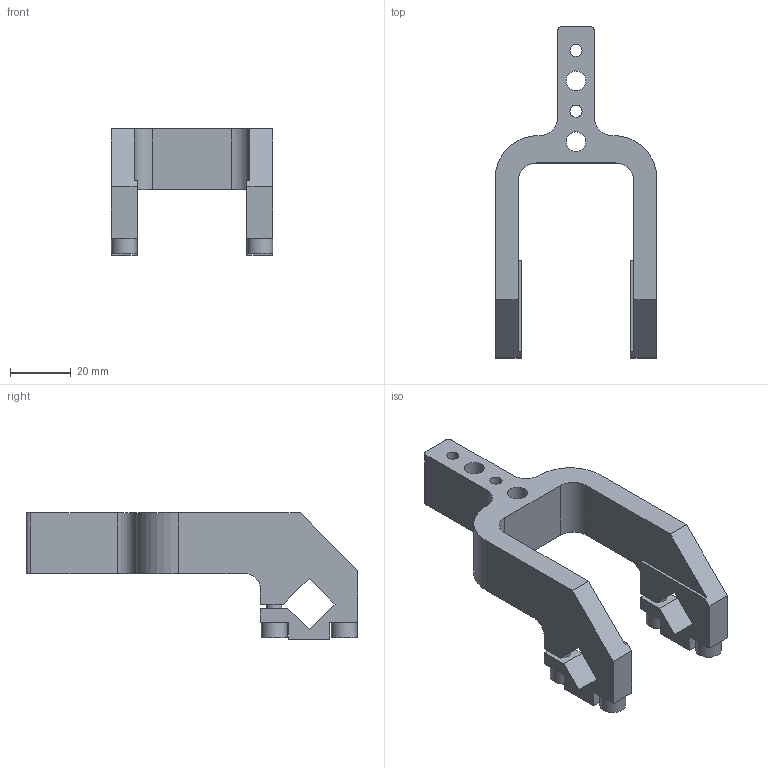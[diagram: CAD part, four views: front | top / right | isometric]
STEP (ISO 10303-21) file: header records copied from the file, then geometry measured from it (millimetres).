
FILE_DESCRIPTION(/* description */ (''),/* implementation_level */ '2;1');
FILE_NAME(/* name */ 'B12042.stp',/* time_stamp */ '2018-10-17T09:18:21+02:00',/* author */ ('donadda1'),/* organization */ ('Pneumax S.p.A.'),/* preprocessor_version */ 'ST-DEVELOPER v17',/* originating_system */ 'Autodesk Inventor 2019',/* authorisation */ '');
FILE_SCHEMA (('AUTOMOTIVE_DESIGN { 1 0 10303 214 3 1 1 }'));
Length unit declared in the file: millimetre
Products named in the file (1): B12042
Bounding box: 53 x 109 x 41.5 mm (x, y, z)
Volume: 40528.6 mm3; surface area: 16560.5 mm2
Topology: 1 solids, 1 shells, 74 faces, 204 edges, 132 vertices
Faces by surface type: plane 54, cylinder 20
Full cylindrical faces by diameter (mm): 4 x2, 5 x2, 6.5 x2, 8.5 x4
Entity records: 2399 total; most frequent: CARTESIAN_POINT 411, ORIENTED_EDGE 408, DIRECTION 398, EDGE_CURVE 204, LINE 160, VECTOR 160, VERTEX_POINT 132, AXIS2_PLACEMENT_3D 119
